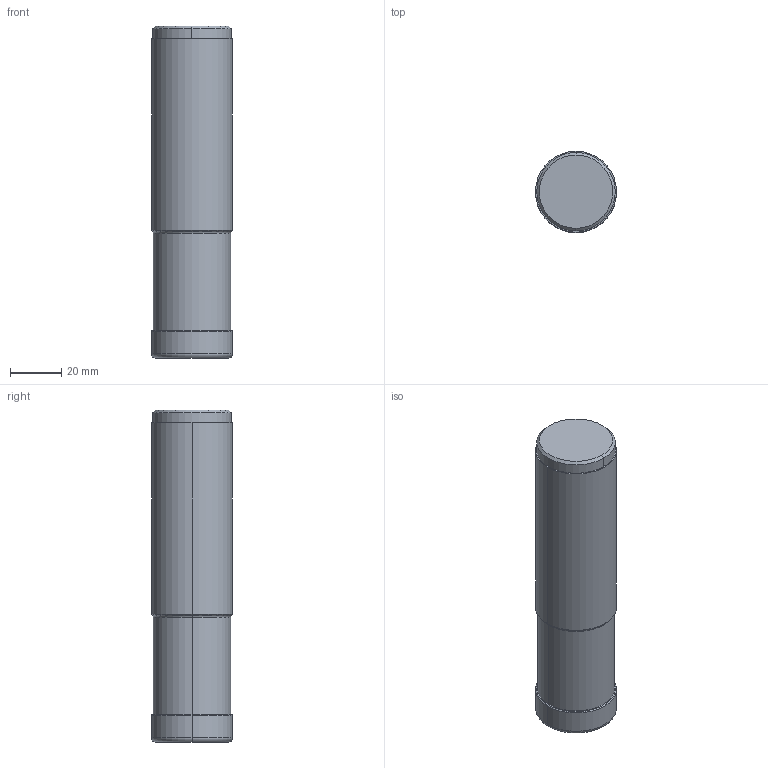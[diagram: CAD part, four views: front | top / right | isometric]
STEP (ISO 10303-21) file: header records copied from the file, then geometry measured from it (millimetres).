
FILE_DESCRIPTION(/* description */ (''),/* implementation_level */ '2;1');
FILE_NAME(/* name */ 'APX3000UR205FA20SA_IR0_063.stp',/* time_stamp */ '2025-06-27T16:01:42+09:00',/* author */ (''),/* organization */ (''),/* preprocessor_version */ 'ST-DEVELOPER v18.101',/* originating_system */ 'SIEMENS PLM Software NX 2011',/* authorisation */ '');
FILE_SCHEMA (('AUTOMOTIVE_DESIGN { 1 0 10303 214 3 1 1 1 }'));
Length unit declared in the file: millimetre
Products named in the file (1): APX3000UR205FA20SA_IR0_063_ASM
Bounding box: 31.75 x 31.75 x 130.18 mm (x, y, z)
Volume: 103885.1 mm3; surface area: 16783.7 mm2
Topology: 2 solids, 2 shells, 58 faces, 149 edges, 113 vertices
Faces by surface type: torus 30, cone 14, cylinder 8, plane 6
Entity records: 1945 total; most frequent: DIRECTION 403, CARTESIAN_POINT 298, ORIENTED_EDGE 268, AXIS2_PLACEMENT_3D 188, EDGE_CURVE 134, CIRCLE 122, VERTEX_POINT 82, EDGE_LOOP 62
